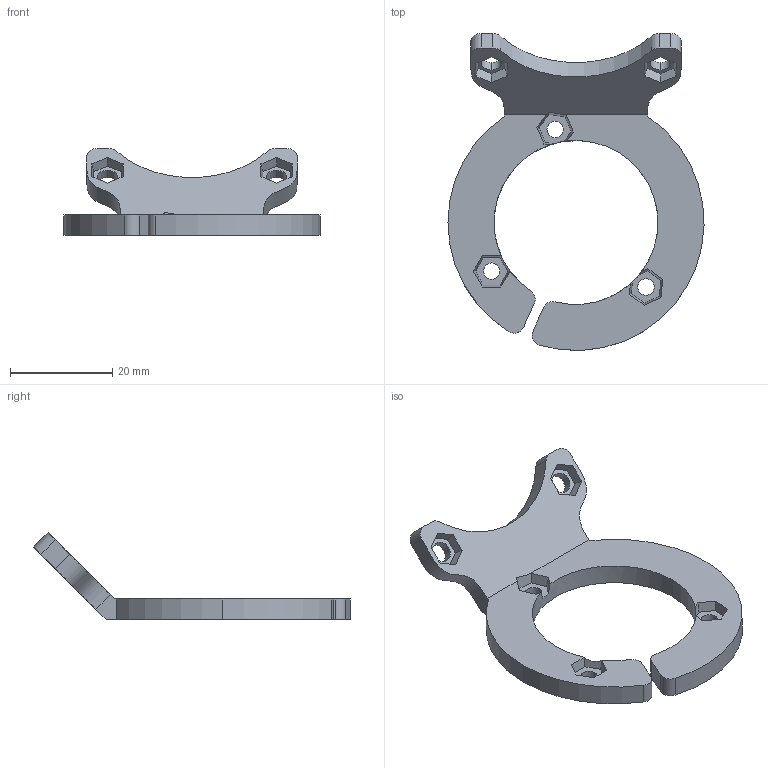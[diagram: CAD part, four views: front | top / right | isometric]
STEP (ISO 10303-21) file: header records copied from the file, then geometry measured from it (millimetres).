
FILE_DESCRIPTION (( 'STEP AP214' ), '1' );
FILE_NAME ('Fan and LED Mount.STEP', '2014-02-23T20:26:04', ( '' ), ( '' ), 'SwSTEP 2.0', 'SolidWorks 2011', '' );
FILE_SCHEMA (( 'AUTOMOTIVE_DESIGN' ));
Length unit declared in the file: millimetre
Products named in the file (1): Fan and LED Mount
Bounding box: 49.99 x 61.83 x 16.97 mm (x, y, z)
Volume: 6022.5 mm3; surface area: 4677.8 mm2
Topology: 1 solids, 1 shells, 76 faces, 216 edges, 144 vertices
Faces by surface type: plane 48, cylinder 26, bspline 2
Entity records: 2543 total; most frequent: CARTESIAN_POINT 484, ORIENTED_EDGE 432, DIRECTION 412, EDGE_CURVE 216, VECTOR 148, LINE 148, VERTEX_POINT 144, AXIS2_PLACEMENT_3D 132
